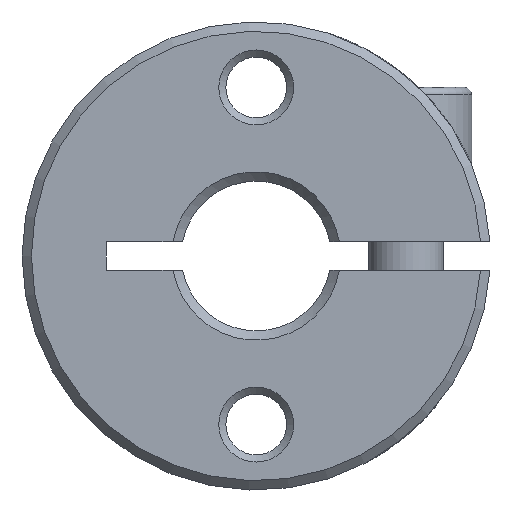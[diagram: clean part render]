
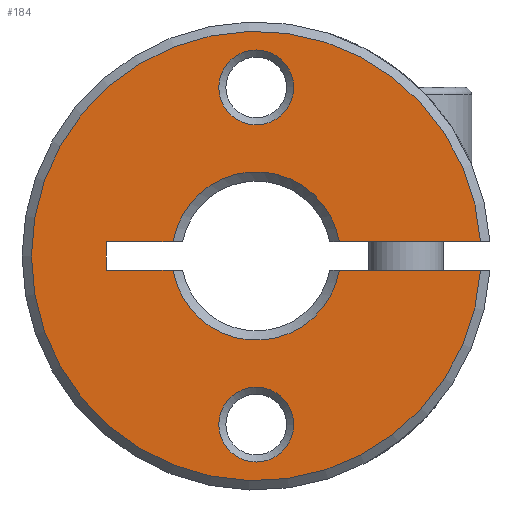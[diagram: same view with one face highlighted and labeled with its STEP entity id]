
A CAD part, left-side view. The second image highlights one B-rep face of the part: STEP entity #184.
In plain terms, the highlighted planar face has unit normal (-1, 0, 0).
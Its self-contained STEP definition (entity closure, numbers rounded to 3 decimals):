
#184 = ADVANCED_FACE( '', ( #262, #263, #264 ), #265, .T. );
#262 = FACE_BOUND( '', #391, .T. );
#263 = FACE_OUTER_BOUND( '', #392, .T. );
#264 = FACE_BOUND( '', #393, .T. );
#265 = PLANE( '', #394 );
#391 = EDGE_LOOP( '', ( #591 ) );
#392 = EDGE_LOOP( '', ( #592, #593, #594, #595, #596, #597, #598, #599 ) );
#393 = EDGE_LOOP( '', ( #600 ) );
#394 = AXIS2_PLACEMENT_3D( '', #601, #602, #603 );
#591 = ORIENTED_EDGE( '', *, *, #868, .T. );
#592 = ORIENTED_EDGE( '', *, *, #861, .F. );
#593 = ORIENTED_EDGE( '', *, *, #833, .T. );
#594 = ORIENTED_EDGE( '', *, *, #869, .T. );
#595 = ORIENTED_EDGE( '', *, *, #870, .T. );
#596 = ORIENTED_EDGE( '', *, *, #828, .T. );
#597 = ORIENTED_EDGE( '', *, *, #871, .T. );
#598 = ORIENTED_EDGE( '', *, *, #845, .T. );
#599 = ORIENTED_EDGE( '', *, *, #864, .T. );
#600 = ORIENTED_EDGE( '', *, *, #867, .T. );
#601 = CARTESIAN_POINT( '', ( -5., 12., 0. ) );
#602 = DIRECTION( '', ( -1., 0., 0. ) );
#603 = DIRECTION( '', ( 0., 0., 1. ) );
#828 = EDGE_CURVE( '', #930, #931, #932, .T. );
#833 = EDGE_CURVE( '', #940, #941, #942, .T. );
#845 = EDGE_CURVE( '', #964, #965, #966, .T. );
#861 = EDGE_CURVE( '', #940, #991, #992, .T. );
#864 = EDGE_CURVE( '', #965, #991, #995, .T. );
#867 = EDGE_CURVE( '', #1000, #1000, #1001, .T. );
#868 = EDGE_CURVE( '', #1002, #1002, #1003, .T. );
#869 = EDGE_CURVE( '', #941, #1004, #1005, .T. );
#870 = EDGE_CURVE( '', #1004, #930, #1006, .T. );
#871 = EDGE_CURVE( '', #931, #964, #1007, .T. );
#930 = VERTEX_POINT( '', #1155 );
#931 = VERTEX_POINT( '', #1156 );
#932 = LINE( '', #1157, #1158 );
#940 = VERTEX_POINT( '', #1169 );
#941 = VERTEX_POINT( '', #1170 );
#942 = LINE( '', #1171, #1172 );
#964 = VERTEX_POINT( '', #1215 );
#965 = VERTEX_POINT( '', #1216 );
#966 = CIRCLE( '', #1217, 4.5 );
#991 = VERTEX_POINT( '', #1306 );
#992 = CIRCLE( '', #1307, 12. );
#995 = LINE( '', #1314, #1315 );
#1000 = VERTEX_POINT( '', #1320 );
#1001 = CIRCLE( '', #1321, 2. );
#1002 = VERTEX_POINT( '', #1322 );
#1003 = CIRCLE( '', #1323, 2. );
#1004 = VERTEX_POINT( '', #1324 );
#1005 = CIRCLE( '', #1325, 4.5 );
#1006 = LINE( '', #1326, #1327 );
#1007 = LINE( '', #1328, #1329 );
#1155 = CARTESIAN_POINT( '', ( -5., 8., -0.75 ) );
#1156 = CARTESIAN_POINT( '', ( -5., 8., 0.75 ) );
#1157 = CARTESIAN_POINT( '', ( -5., 8., -0.75 ) );
#1158 = VECTOR( '', #1452, 1000. );
#1169 = CARTESIAN_POINT( '', ( -5., -11.977, -0.75 ) );
#1170 = CARTESIAN_POINT( '', ( -5., -4.437, -0.75 ) );
#1171 = CARTESIAN_POINT( '', ( -5., -12.5, -0.75 ) );
#1172 = VECTOR( '', #1459, 1000. );
#1215 = CARTESIAN_POINT( '', ( -5., 4.437, 0.75 ) );
#1216 = CARTESIAN_POINT( '', ( -5., -4.437, 0.75 ) );
#1217 = AXIS2_PLACEMENT_3D( '', #1469, #1470, #1471 );
#1306 = CARTESIAN_POINT( '', ( -5., -11.977, 0.75 ) );
#1307 = AXIS2_PLACEMENT_3D( '', #1497, #1498, #1499 );
#1314 = CARTESIAN_POINT( '', ( -5., 8., 0.75 ) );
#1315 = VECTOR( '', #1501, 1000. );
#1320 = CARTESIAN_POINT( '', ( -5., 0., 7. ) );
#1321 = AXIS2_PLACEMENT_3D( '', #1508, #1509, #1510 );
#1322 = CARTESIAN_POINT( '', ( -5., 0., -11. ) );
#1323 = AXIS2_PLACEMENT_3D( '', #1511, #1512, #1513 );
#1324 = CARTESIAN_POINT( '', ( -5., 4.437, -0.75 ) );
#1325 = AXIS2_PLACEMENT_3D( '', #1514, #1515, #1516 );
#1326 = CARTESIAN_POINT( '', ( -5., -12.5, -0.75 ) );
#1327 = VECTOR( '', #1517, 1000. );
#1328 = CARTESIAN_POINT( '', ( -5., 8., 0.75 ) );
#1329 = VECTOR( '', #1518, 1000. );
#1452 = DIRECTION( '', ( 0., 0., 1. ) );
#1459 = DIRECTION( '', ( 0., 1., 0. ) );
#1469 = CARTESIAN_POINT( '', ( -5., 0., 0. ) );
#1470 = DIRECTION( '', ( 1., 0., 0. ) );
#1471 = DIRECTION( '', ( 0., 0., -1. ) );
#1497 = CARTESIAN_POINT( '', ( -5., 0., 0. ) );
#1498 = DIRECTION( '', ( 1., 0., 0. ) );
#1499 = DIRECTION( '', ( 0., 0., -1. ) );
#1501 = DIRECTION( '', ( 0., -1., 0. ) );
#1508 = CARTESIAN_POINT( '', ( -5., 0., 9. ) );
#1509 = DIRECTION( '', ( 1., 0., 0. ) );
#1510 = DIRECTION( '', ( 0., 0., -1. ) );
#1511 = CARTESIAN_POINT( '', ( -5., 0., -9. ) );
#1512 = DIRECTION( '', ( 1., 0., 0. ) );
#1513 = DIRECTION( '', ( 0., 0., -1. ) );
#1514 = CARTESIAN_POINT( '', ( -5., 0., 0. ) );
#1515 = DIRECTION( '', ( 1., 0., 0. ) );
#1516 = DIRECTION( '', ( 0., 0., -1. ) );
#1517 = DIRECTION( '', ( 0., 1., 0. ) );
#1518 = DIRECTION( '', ( 0., -1., 0. ) );
